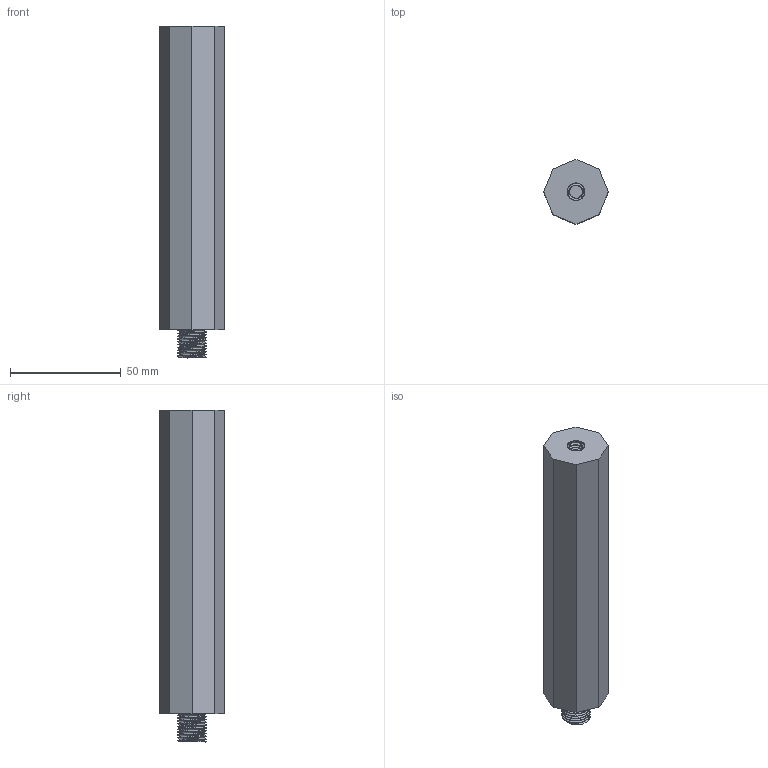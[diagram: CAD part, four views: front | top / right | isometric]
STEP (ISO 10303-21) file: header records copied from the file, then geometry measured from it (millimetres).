
FILE_DESCRIPTION(/* description */ (''),/* implementation_level */ '2;1');
FILE_NAME(/* name */ 'Tensile_test_mark-10 adapter_modified.stp',/* time_stamp */ '2023-09-07T11:25:46+09:00',/* author */ ('jsw'),/* organization */ (''),/* preprocessor_version */ 'ST-DEVELOPER v19.2',/* originating_system */ 'Autodesk Inventor 2024',/* authorisation */ '');
FILE_SCHEMA (('AUTOMOTIVE_DESIGN { 1 0 10303 214 3 1 1 }'));
Length unit declared in the file: inch
Products named in the file (1): mark-10 adapter_modified
Bounding box: 29.2 x 29.2 x 149.86 mm (x, y, z)
Volume: 83796.7 mm3; surface area: 16106.4 mm2
Topology: 3 solids, 3 shells, 51 faces, 129 edges, 86 vertices
Faces by surface type: cylinder 23, plane 16, bspline 12
Full cylindrical faces by diameter (mm): 5.845 x6, 7.938 x2, 10.817 x2, 12.7 x9
Entity records: 9753 total; most frequent: CARTESIAN_POINT 8631, ORIENTED_EDGE 258, DIRECTION 151, EDGE_CURVE 129, VERTEX_POINT 86, B_SPLINE_CURVE_WITH_KNOTS 71, EDGE_LOOP 57, AXIS2_PLACEMENT_3D 53
